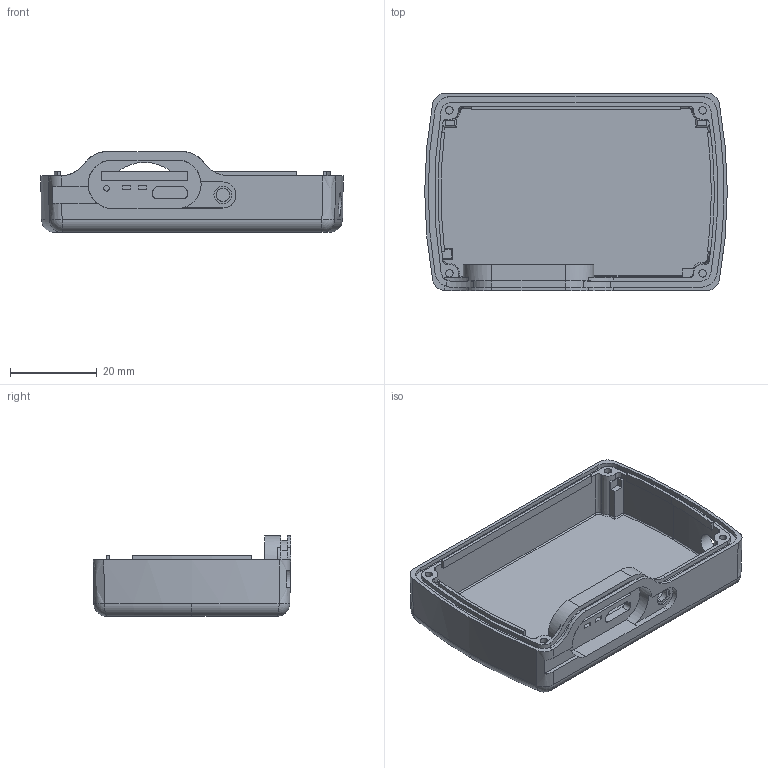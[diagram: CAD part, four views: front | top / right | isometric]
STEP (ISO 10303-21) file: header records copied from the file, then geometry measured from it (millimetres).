
FILE_DESCRIPTION (( 'STEP AP203' ), '1' );
FILE_NAME ('TRÝOR3-1.STEP', '2017-05-18T07:22:15', ( '' ), ( '' ), 'SwSTEP 2.0', 'SolidWorks 2016', '' );
FILE_SCHEMA (( 'CONFIG_CONTROL_DESIGN' ));
Length unit declared in the file: millimetre
Products named in the file (1): TRÝOR3-1
Bounding box: 69.56 x 45.52 x 18.6 mm (x, y, z)
Volume: 13285 mm3; surface area: 12781.3 mm2
Topology: 4 solids, 4 shells, 407 faces, 1102 edges, 726 vertices
Faces by surface type: plane 184, bspline 131, cylinder 69, torus 9, cone 9, sphere 5
Entity records: 14543 total; most frequent: CARTESIAN_POINT 5123, ORIENTED_EDGE 2202, DIRECTION 1489, EDGE_CURVE 1101, VERTEX_POINT 726, VECTOR 605, LINE 605, EDGE_LOOP 445
